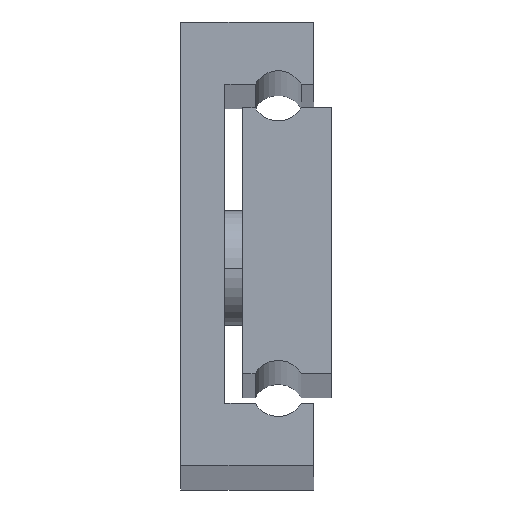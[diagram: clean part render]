
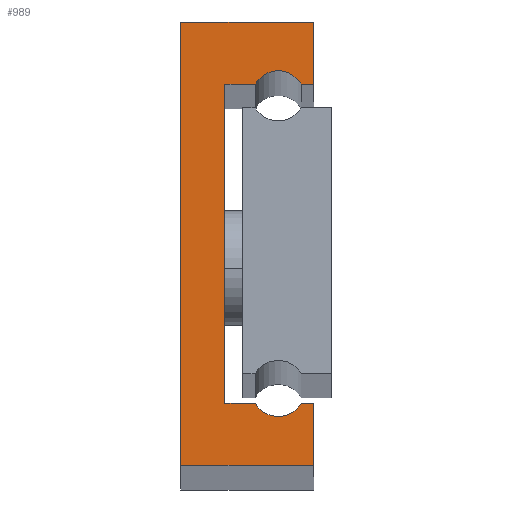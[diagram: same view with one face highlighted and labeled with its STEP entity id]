
A CAD part, top view. The second image highlights one B-rep face of the part: STEP entity #989.
In plain terms, the highlighted planar face has unit normal (0, 0, 1).
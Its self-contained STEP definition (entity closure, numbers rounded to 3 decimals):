
#52 = VECTOR ( 'NONE', #978, 1000. ) ;
#76 = AXIS2_PLACEMENT_3D ( 'NONE', #1583, #1925, #445 ) ;
#77 = CARTESIAN_POINT ( 'NONE',  ( 11., 41.5, 800. ) ) ;
#134 = LINE ( 'NONE', #1915, #1854 ) ;
#145 = EDGE_CURVE ( 'NONE', #516, #704, #2015, .T. ) ;
#158 = DIRECTION ( 'NONE',  ( 0., 1., 0. ) ) ;
#202 = CARTESIAN_POINT ( 'NONE',  ( 5., 43., 800. ) ) ;
#221 = EDGE_CURVE ( 'NONE', #667, #516, #802, .T. ) ;
#226 = CARTESIAN_POINT ( 'NONE',  ( 15., 7., 800. ) ) ;
#242 = CARTESIAN_POINT ( 'NONE',  ( 13.598, 7., 800. ) ) ;
#280 = CARTESIAN_POINT ( 'NONE',  ( 5., 7., 800. ) ) ;
#285 = DIRECTION ( 'NONE',  ( 1., 0., 0. ) ) ;
#307 = LINE ( 'NONE', #835, #1539 ) ;
#309 = VERTEX_POINT ( 'NONE', #2060 ) ;
#345 = VERTEX_POINT ( 'NONE', #716 ) ;
#399 = LINE ( 'NONE', #1458, #52 ) ;
#445 = DIRECTION ( 'NONE',  ( -1., 0., 0. ) ) ;
#461 = DIRECTION ( 'NONE',  ( 0., 1., 0. ) ) ;
#479 = DIRECTION ( 'NONE',  ( 0., 1., 0. ) ) ;
#500 = VECTOR ( 'NONE', #1616, 1000. ) ;
#516 = VERTEX_POINT ( 'NONE', #1422 ) ;
#543 = CARTESIAN_POINT ( 'NONE',  ( 11., 8.5, 800. ) ) ;
#567 = VECTOR ( 'NONE', #461, 1000. ) ;
#638 = VECTOR ( 'NONE', #479, 1000. ) ;
#664 = CARTESIAN_POINT ( 'NONE',  ( 0., 0., 800. ) ) ;
#667 = VERTEX_POINT ( 'NONE', #664 ) ;
#704 = VERTEX_POINT ( 'NONE', #993 ) ;
#716 = CARTESIAN_POINT ( 'NONE',  ( 15., 50., 800. ) ) ;
#739 = CARTESIAN_POINT ( 'NONE',  ( 0., 50., 800. ) ) ;
#754 = DIRECTION ( 'NONE',  ( 0., 0., -1. ) ) ;
#761 = ORIENTED_EDGE ( 'NONE', *, *, #145, .T. ) ;
#763 = VERTEX_POINT ( 'NONE', #202 ) ;
#765 = EDGE_CURVE ( 'NONE', #1252, #2006, #2048, .T. ) ;
#794 = EDGE_LOOP ( 'NONE', ( #1249, #1180, #761, #840, #940, #1509, #2153, #1942, #1638, #1275, #1470, #1728 ) ) ;
#802 = LINE ( 'NONE', #2131, #500 ) ;
#831 = CARTESIAN_POINT ( 'NONE',  ( 5., 7., 800. ) ) ;
#835 = CARTESIAN_POINT ( 'NONE',  ( 15., 50., 800. ) ) ;
#840 = ORIENTED_EDGE ( 'NONE', *, *, #870, .T. ) ;
#870 = EDGE_CURVE ( 'NONE', #704, #1252, #1047, .T. ) ;
#884 = EDGE_CURVE ( 'NONE', #2006, #1058, #399, .T. ) ;
#885 = DIRECTION ( 'NONE',  ( -1., 0., 0. ) ) ;
#940 = ORIENTED_EDGE ( 'NONE', *, *, #765, .T. ) ;
#978 = DIRECTION ( 'NONE',  ( -1., 0., 0. ) ) ;
#989 = ADVANCED_FACE ( 'NONE', ( #2066 ), #1900, .F. ) ;
#993 = CARTESIAN_POINT ( 'NONE',  ( 15., 7., 800. ) ) ;
#1029 = DIRECTION ( 'NONE',  ( 1., 0., 0. ) ) ;
#1030 = CIRCLE ( 'NONE', #76, 3. ) ;
#1047 = LINE ( 'NONE', #226, #1172 ) ;
#1048 = LINE ( 'NONE', #1187, #1334 ) ;
#1058 = VERTEX_POINT ( 'NONE', #831 ) ;
#1110 = VERTEX_POINT ( 'NONE', #2019 ) ;
#1118 = VERTEX_POINT ( 'NONE', #1241 ) ;
#1143 = LINE ( 'NONE', #1644, #1962 ) ;
#1172 = VECTOR ( 'NONE', #885, 1000. ) ;
#1180 = ORIENTED_EDGE ( 'NONE', *, *, #221, .T. ) ;
#1187 = CARTESIAN_POINT ( 'NONE',  ( 8.402, 43., 800. ) ) ;
#1196 = DIRECTION ( 'NONE',  ( 0., 0., -1. ) ) ;
#1207 = DIRECTION ( 'NONE',  ( 1., 0., 0. ) ) ;
#1227 = LINE ( 'NONE', #739, #1407 ) ;
#1241 = CARTESIAN_POINT ( 'NONE',  ( 0., 50., 800. ) ) ;
#1249 = ORIENTED_EDGE ( 'NONE', *, *, #1929, .T. ) ;
#1252 = VERTEX_POINT ( 'NONE', #242 ) ;
#1265 = EDGE_CURVE ( 'NONE', #345, #1118, #1227, .T. ) ;
#1275 = ORIENTED_EDGE ( 'NONE', *, *, #1696, .T. ) ;
#1312 = DIRECTION ( 'NONE',  ( 0., -1., 0. ) ) ;
#1334 = VECTOR ( 'NONE', #1029, 1000. ) ;
#1392 = DIRECTION ( 'NONE',  ( -1., 0., 0. ) ) ;
#1407 = VECTOR ( 'NONE', #1392, 1000. ) ;
#1408 = DIRECTION ( 'NONE',  ( -1., 0., 0. ) ) ;
#1422 = CARTESIAN_POINT ( 'NONE',  ( 15., 0., 800. ) ) ;
#1458 = CARTESIAN_POINT ( 'NONE',  ( 8.402, 7., 800. ) ) ;
#1470 = ORIENTED_EDGE ( 'NONE', *, *, #1918, .T. ) ;
#1498 = CARTESIAN_POINT ( 'NONE',  ( 15., 0., 800. ) ) ;
#1500 = VERTEX_POINT ( 'NONE', #1798 ) ;
#1509 = ORIENTED_EDGE ( 'NONE', *, *, #884, .T. ) ;
#1535 = CARTESIAN_POINT ( 'NONE',  ( 8.402, 7., 800. ) ) ;
#1539 = VECTOR ( 'NONE', #158, 1000. ) ;
#1583 = CARTESIAN_POINT ( 'NONE',  ( 11., 41.5, 800. ) ) ;
#1616 = DIRECTION ( 'NONE',  ( 1., 0., 0. ) ) ;
#1638 = ORIENTED_EDGE ( 'NONE', *, *, #1788, .T. ) ;
#1644 = CARTESIAN_POINT ( 'NONE',  ( 0., 0., 800. ) ) ;
#1696 = EDGE_CURVE ( 'NONE', #1500, #1110, #134, .T. ) ;
#1717 = AXIS2_PLACEMENT_3D ( 'NONE', #543, #1196, #1207 ) ;
#1728 = ORIENTED_EDGE ( 'NONE', *, *, #1265, .T. ) ;
#1750 = AXIS2_PLACEMENT_3D ( 'NONE', #77, #754, #1408 ) ;
#1788 = EDGE_CURVE ( 'NONE', #309, #1500, #1030, .T. ) ;
#1798 = CARTESIAN_POINT ( 'NONE',  ( 13.598, 43., 800. ) ) ;
#1854 = VECTOR ( 'NONE', #285, 1000. ) ;
#1900 = PLANE ( 'NONE',  #1750 ) ;
#1915 = CARTESIAN_POINT ( 'NONE',  ( 15., 43., 800. ) ) ;
#1918 = EDGE_CURVE ( 'NONE', #1110, #345, #307, .T. ) ;
#1925 = DIRECTION ( 'NONE',  ( 0., 0., -1. ) ) ;
#1929 = EDGE_CURVE ( 'NONE', #1118, #667, #1143, .T. ) ;
#1942 = ORIENTED_EDGE ( 'NONE', *, *, #2075, .T. ) ;
#1945 = LINE ( 'NONE', #280, #567 ) ;
#1962 = VECTOR ( 'NONE', #1312, 1000. ) ;
#2006 = VERTEX_POINT ( 'NONE', #1535 ) ;
#2015 = LINE ( 'NONE', #1498, #638 ) ;
#2019 = CARTESIAN_POINT ( 'NONE',  ( 15., 43., 800. ) ) ;
#2048 = CIRCLE ( 'NONE', #1717, 3. ) ;
#2060 = CARTESIAN_POINT ( 'NONE',  ( 8.402, 43., 800. ) ) ;
#2066 = FACE_OUTER_BOUND ( 'NONE', #794, .T. ) ;
#2075 = EDGE_CURVE ( 'NONE', #763, #309, #1048, .T. ) ;
#2108 = EDGE_CURVE ( 'NONE', #1058, #763, #1945, .T. ) ;
#2131 = CARTESIAN_POINT ( 'NONE',  ( 0., 0., 800. ) ) ;
#2153 = ORIENTED_EDGE ( 'NONE', *, *, #2108, .T. ) ;
